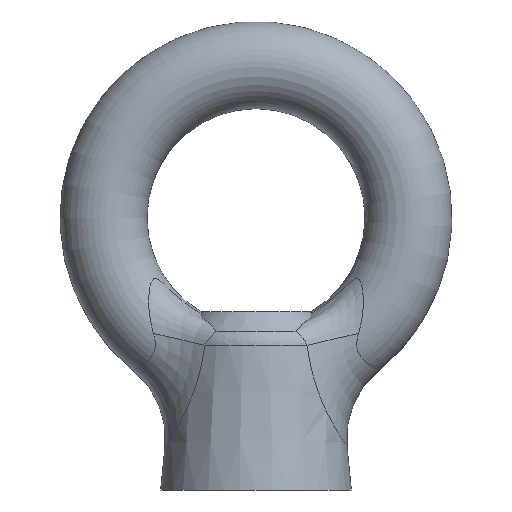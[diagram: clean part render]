
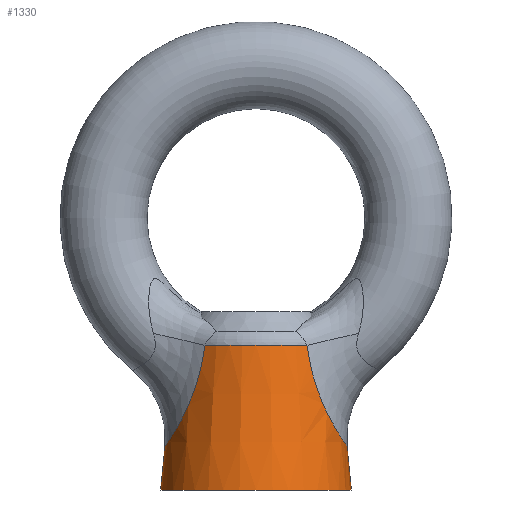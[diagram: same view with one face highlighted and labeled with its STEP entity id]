
A CAD part, front view. The second image highlights one B-rep face of the part: STEP entity #1330.
In plain terms, the highlighted conical face has half-angle 5.609 degrees and reference radius 17.5 mm.
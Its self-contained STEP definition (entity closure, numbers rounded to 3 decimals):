
#1254 = VERTEX_POINT ( 'NONE', #1721 ) ;
#1263 = EDGE_CURVE ( 'NONE', #1254, #1264, #1508, .T. ) ;
#1264 = VERTEX_POINT ( 'NONE', #1504 ) ;
#1330 = ADVANCED_FACE ( 'NONE', ( #11994 ), #11992, .T. ) ;
#1331 = EDGE_LOOP ( 'NONE', ( #1332, #1340, #1343, #1346, #1348, #1349 ) ) ;
#1332 = ORIENTED_EDGE ( 'NONE', *, *, #1263, .F. ) ;
#1340 = ORIENTED_EDGE ( 'NONE', *, *, #1341, .T. ) ;
#1341 = EDGE_CURVE ( 'NONE', #1254, #1342, #14644, .T. ) ;
#1342 = VERTEX_POINT ( 'NONE', #14645 ) ;
#1343 = ORIENTED_EDGE ( 'NONE', *, *, #1344, .T. ) ;
#1344 = EDGE_CURVE ( 'NONE', #1342, #1345, #14564, .T. ) ;
#1345 = VERTEX_POINT ( 'NONE', #14559 ) ;
#1346 = ORIENTED_EDGE ( 'NONE', *, *, #1347, .T. ) ;
#1347 = EDGE_CURVE ( 'NONE', #1345, #1402, #14558, .T. ) ;
#1348 = ORIENTED_EDGE ( 'NONE', *, *, #1401, .T. ) ;
#1349 = ORIENTED_EDGE ( 'NONE', *, *, #1350, .F. ) ;
#1350 = EDGE_CURVE ( 'NONE', #1264, #1399, #14534, .T. ) ;
#1399 = VERTEX_POINT ( 'NONE', #18363 ) ;
#1401 = EDGE_CURVE ( 'NONE', #1402, #1399, #18362, .T. ) ;
#1402 = VERTEX_POINT ( 'NONE', #18358 ) ;
#1504 = CARTESIAN_POINT ( 'NONE',  ( 17.5, 0., -50. ) ) ;
#1505 = DIRECTION ( 'NONE',  ( 0.098, 0., -0.995 ) ) ;
#1506 = VECTOR ( 'NONE', #1505, 1000. ) ;
#1507 = CARTESIAN_POINT ( 'NONE',  ( 17.5, 0., -50. ) ) ;
#1508 = LINE ( 'NONE', #1507, #1506 ) ;
#1721 = CARTESIAN_POINT ( 'NONE',  ( 16.718, 0., -42.042 ) ) ;
#11989 = DIRECTION ( 'NONE',  ( -1., 0., 0. ) ) ;
#11990 = DIRECTION ( 'NONE',  ( 0., 0., -1. ) ) ;
#11991 = AXIS2_PLACEMENT_3D ( 'NONE', #11993, #11990, #11989 ) ;
#11992 = CONICAL_SURFACE ( 'NONE', #11991, 17.5, 0.098 ) ;
#11993 = CARTESIAN_POINT ( 'NONE',  ( 0., 0., -50. ) ) ;
#11994 = FACE_OUTER_BOUND ( 'NONE', #1331, .T. ) ;
#14474 = CARTESIAN_POINT ( 'NONE',  ( -16.718, 0., -42.042 ) ) ;
#14475 = CARTESIAN_POINT ( 'NONE',  ( -16.718, -0.542, -42.042 ) ) ;
#14476 = CARTESIAN_POINT ( 'NONE',  ( -16.688, -1.076, -41.998 ) ) ;
#14477 = CARTESIAN_POINT ( 'NONE',  ( -16.599, -1.866, -41.867 ) ) ;
#14478 = CARTESIAN_POINT ( 'NONE',  ( -16.562, -2.127, -41.813 ) ) ;
#14479 = CARTESIAN_POINT ( 'NONE',  ( -16.474, -2.646, -41.683 ) ) ;
#14480 = CARTESIAN_POINT ( 'NONE',  ( -16.423, -2.903, -41.608 ) ) ;
#14481 = CARTESIAN_POINT ( 'NONE',  ( -16.252, -3.659, -41.352 ) ) ;
#14482 = CARTESIAN_POINT ( 'NONE',  ( -16.113, -4.144, -41.142 ) ) ;
#14483 = CARTESIAN_POINT ( 'NONE',  ( -15.8, -5.057, -40.662 ) ) ;
#14484 = CARTESIAN_POINT ( 'NONE',  ( -15.627, -5.488, -40.39 ) ) ;
#14485 = CARTESIAN_POINT ( 'NONE',  ( -15.252, -6.304, -39.79 ) ) ;
#14486 = CARTESIAN_POINT ( 'NONE',  ( -15.05, -6.69, -39.46 ) ) ;
#14487 = CARTESIAN_POINT ( 'NONE',  ( -14.638, -7.399, -38.766 ) ) ;
#14488 = CARTESIAN_POINT ( 'NONE',  ( -14.426, -7.726, -38.4 ) ) ;
#14489 = CARTESIAN_POINT ( 'NONE',  ( -13.998, -8.332, -37.633 ) ) ;
#14490 = CARTESIAN_POINT ( 'NONE',  ( -13.781, -8.611, -37.232 ) ) ;
#14491 = CARTESIAN_POINT ( 'NONE',  ( -13.346, -9.126, -36.397 ) ) ;
#14492 = CARTESIAN_POINT ( 'NONE',  ( -13.127, -9.363, -35.959 ) ) ;
#14493 = CARTESIAN_POINT ( 'NONE',  ( -12.487, -10.005, -34.621 ) ) ;
#14494 = CARTESIAN_POINT ( 'NONE',  ( -12.081, -10.344, -33.692 ) ) ;
#14495 = CARTESIAN_POINT ( 'NONE',  ( -11.519, -10.753, -32.247 ) ) ;
#14498 = DIRECTION ( 'NONE',  ( -1., 0., 0. ) ) ;
#14499 = DIRECTION ( 'NONE',  ( 0., 0., -1. ) ) ;
#14500 = CARTESIAN_POINT ( 'NONE',  ( 0., 0., -50. ) ) ;
#14501 = AXIS2_PLACEMENT_3D ( 'NONE', #14500, #14499, #14498 ) ;
#14526 = CARTESIAN_POINT ( 'NONE',  ( -11.34, -10.872, -31.757 ) ) ;
#14527 = CARTESIAN_POINT ( 'NONE',  ( -10.998, -11.08, -30.76 ) ) ;
#14528 = CARTESIAN_POINT ( 'NONE',  ( -10.836, -11.169, -30.251 ) ) ;
#14529 = CARTESIAN_POINT ( 'NONE',  ( -10.381, -11.393, -28.717 ) ) ;
#14530 = CARTESIAN_POINT ( 'NONE',  ( -10.12, -11.487, -27.679 ) ) ;
#14531 = CARTESIAN_POINT ( 'NONE',  ( -9.681, -11.591, -25.577 ) ) ;
#14532 = CARTESIAN_POINT ( 'NONE',  ( -9.503, -11.602, -24.511 ) ) ;
#14533 = CARTESIAN_POINT ( 'NONE',  ( -9.359, -11.583, -23.442 ) ) ;
#14534 = CIRCLE ( 'NONE', #14501, 17.5 ) ;
#14535 = CARTESIAN_POINT ( 'NONE',  ( 9.359, -11.583, -23.442 ) ) ;
#14536 = CARTESIAN_POINT ( 'NONE',  ( 9.503, -11.602, -24.51 ) ) ;
#14537 = CARTESIAN_POINT ( 'NONE',  ( 9.68, -11.591, -25.571 ) ) ;
#14538 = CARTESIAN_POINT ( 'NONE',  ( 10.009, -11.513, -27.147 ) ) ;
#14539 = CARTESIAN_POINT ( 'NONE',  ( 10.129, -11.477, -27.669 ) ) ;
#14540 = CARTESIAN_POINT ( 'NONE',  ( 10.39, -11.379, -28.709 ) ) ;
#14541 = CARTESIAN_POINT ( 'NONE',  ( 10.532, -11.318, -29.228 ) ) ;
#14542 = CARTESIAN_POINT ( 'NONE',  ( 10.987, -11.094, -30.761 ) ) ;
#14543 = CARTESIAN_POINT ( 'NONE',  ( 11.329, -10.891, -31.758 ) ) ;
#14544 = CARTESIAN_POINT ( 'NONE',  ( 11.895, -10.48, -33.212 ) ) ;
#14545 = CARTESIAN_POINT ( 'NONE',  ( 12.092, -10.325, -33.692 ) ) ;
#14546 = CARTESIAN_POINT ( 'NONE',  ( 12.499, -9.977, -34.627 ) ) ;
#14547 = CARTESIAN_POINT ( 'NONE',  ( 12.707, -9.784, -35.083 ) ) ;
#14548 = CARTESIAN_POINT ( 'NONE',  ( 13.132, -9.357, -35.97 ) ) ;
#14549 = CARTESIAN_POINT ( 'NONE',  ( 13.348, -9.123, -36.401 ) ) ;
#14550 = CARTESIAN_POINT ( 'NONE',  ( 13.784, -8.606, -37.239 ) ) ;
#14551 = CARTESIAN_POINT ( 'NONE',  ( 14.005, -8.322, -37.646 ) ) ;
#14552 = CARTESIAN_POINT ( 'NONE',  ( 14.652, -7.406, -38.803 ) ) ;
#14553 = CARTESIAN_POINT ( 'NONE',  ( 15.067, -6.708, -39.494 ) ) ;
#14554 = CARTESIAN_POINT ( 'NONE',  ( 15.626, -5.489, -40.39 ) ) ;
#14555 = CARTESIAN_POINT ( 'NONE',  ( 15.803, -5.052, -40.665 ) ) ;
#14556 = CARTESIAN_POINT ( 'NONE',  ( 16.117, -4.13, -41.149 ) ) ;
#14557 = CARTESIAN_POINT ( 'NONE',  ( 16.253, -3.653, -41.354 ) ) ;
#14558 = B_SPLINE_CURVE_WITH_KNOTS ( 'NONE', 3,
 ( #14533, #14532, #14531, #14530, #14529, #14528, #14527, #14526, #14495, #14494, #14493, #14492, #14491, #14490, #14489, #14488, #14487, #14486, #14485, #14484, #14483, #14482, #14481, #14480, #14479, #14478, #14477, #14476, #14475, #14474 ),
 .UNSPECIFIED., .F., .F.,
 ( 4, 2, 2, 2, 2, 2, 2, 2, 2, 2, 2, 2, 2, 2, 4 ),
 ( 0., 0.003, 0.006, 0.008, 0.01, 0.013, 0.015, 0.016, 0.018, 0.019, 0.021, 0.023, 0.023, 0.024, 0.026 ),
 .UNSPECIFIED. ) ;
#14559 = CARTESIAN_POINT ( 'NONE',  ( -9.359, -11.583, -23.442 ) ) ;
#14560 = DIRECTION ( 'NONE',  ( 1., 0., 0. ) ) ;
#14561 = DIRECTION ( 'NONE',  ( 0., 0., -1. ) ) ;
#14562 = CARTESIAN_POINT ( 'NONE',  ( 0., 0., -23.442 ) ) ;
#14563 = AXIS2_PLACEMENT_3D ( 'NONE', #14562, #14561, #14560 ) ;
#14564 = CIRCLE ( 'NONE', #14563, 14.892 ) ;
#14639 = CARTESIAN_POINT ( 'NONE',  ( 16.478, -2.664, -41.689 ) ) ;
#14640 = CARTESIAN_POINT ( 'NONE',  ( 16.566, -2.152, -41.819 ) ) ;
#14641 = CARTESIAN_POINT ( 'NONE',  ( 16.687, -1.09, -41.997 ) ) ;
#14642 = CARTESIAN_POINT ( 'NONE',  ( 16.718, -0.542, -42.042 ) ) ;
#14643 = CARTESIAN_POINT ( 'NONE',  ( 16.718, 0., -42.042 ) ) ;
#14644 = B_SPLINE_CURVE_WITH_KNOTS ( 'NONE', 3,
 ( #14643, #14642, #14641, #14640, #14639, #14557, #14556, #14555, #14554, #14553, #14552, #14551, #14550, #14549, #14548, #14547, #14546, #14545, #14544, #14543, #14542, #14541, #14540, #14539, #14538, #14537, #14536, #14535 ),
 .UNSPECIFIED., .F., .F.,
 ( 4, 2, 2, 2, 2, 2, 2, 2, 2, 2, 2, 2, 2, 4 ),
 ( 0.026, 0.028, 0.029, 0.031, 0.032, 0.036, 0.037, 0.039, 0.04, 0.042, 0.045, 0.047, 0.049, 0.052 ),
 .UNSPECIFIED. ) ;
#14645 = CARTESIAN_POINT ( 'NONE',  ( 9.359, -11.583, -23.442 ) ) ;
#18358 = CARTESIAN_POINT ( 'NONE',  ( -16.718, 0., -42.042 ) ) ;
#18359 = DIRECTION ( 'NONE',  ( -0.098, 0., -0.995 ) ) ;
#18360 = VECTOR ( 'NONE', #18359, 1000. ) ;
#18361 = CARTESIAN_POINT ( 'NONE',  ( -17.5, 0., -50. ) ) ;
#18362 = LINE ( 'NONE', #18361, #18360 ) ;
#18363 = CARTESIAN_POINT ( 'NONE',  ( -17.5, 0., -50. ) ) ;
